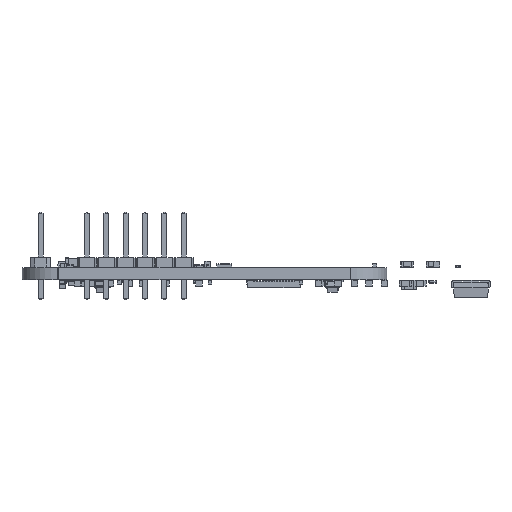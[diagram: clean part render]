
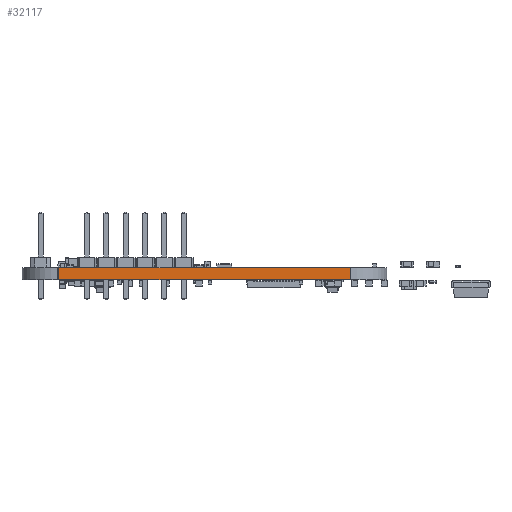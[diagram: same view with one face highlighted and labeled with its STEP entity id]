
A CAD part, front view. The second image highlights one B-rep face of the part: STEP entity #32117.
In plain terms, the highlighted planar face has unit normal (0, -1, 0).
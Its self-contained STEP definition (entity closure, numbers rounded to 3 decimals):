
#31187 = VERTEX_POINT('',#31188);
#31188 = CARTESIAN_POINT('',(111.912,-106.477,0.));
#31194 = EDGE_CURVE('',#31195,#31187,#31197,.T.);
#31195 = VERTEX_POINT('',#31196);
#31196 = CARTESIAN_POINT('',(150.21,-106.47,0.));
#31197 = LINE('',#31198,#31199);
#31198 = CARTESIAN_POINT('',(150.21,-106.47,0.));
#31199 = VECTOR('',#31200,1.);
#31200 = DIRECTION('',(-1.,0.,0.));
#31613 = VERTEX_POINT('',#31614);
#31614 = CARTESIAN_POINT('',(111.912,-106.477,1.6));
#31620 = EDGE_CURVE('',#31621,#31613,#31623,.T.);
#31621 = VERTEX_POINT('',#31622);
#31622 = CARTESIAN_POINT('',(150.21,-106.47,1.6));
#31623 = LINE('',#31624,#31625);
#31624 = CARTESIAN_POINT('',(150.21,-106.47,1.6));
#31625 = VECTOR('',#31626,1.);
#31626 = DIRECTION('',(-1.,0.,0.));
#32089 = EDGE_CURVE('',#31195,#31621,#32090,.T.);
#32090 = LINE('',#32091,#32092);
#32091 = CARTESIAN_POINT('',(150.21,-106.47,0.));
#32092 = VECTOR('',#32093,1.);
#32093 = DIRECTION('',(0.,0.,1.));
#32117 = ADVANCED_FACE('',(#32118),#32129,.T.);
#32118 = FACE_BOUND('',#32119,.T.);
#32119 = EDGE_LOOP('',(#32120,#32121,#32122,#32128));
#32120 = ORIENTED_EDGE('',*,*,#32089,.T.);
#32121 = ORIENTED_EDGE('',*,*,#31620,.T.);
#32122 = ORIENTED_EDGE('',*,*,#32123,.F.);
#32123 = EDGE_CURVE('',#31187,#31613,#32124,.T.);
#32124 = LINE('',#32125,#32126);
#32125 = CARTESIAN_POINT('',(111.912,-106.477,0.));
#32126 = VECTOR('',#32127,1.);
#32127 = DIRECTION('',(0.,0.,1.));
#32128 = ORIENTED_EDGE('',*,*,#31194,.F.);
#32129 = PLANE('',#32130);
#32130 = AXIS2_PLACEMENT_3D('',#32131,#32132,#32133);
#32131 = CARTESIAN_POINT('',(150.21,-106.47,0.));
#32132 = DIRECTION('',(0.,-1.,0.));
#32133 = DIRECTION('',(-1.,0.,0.));
